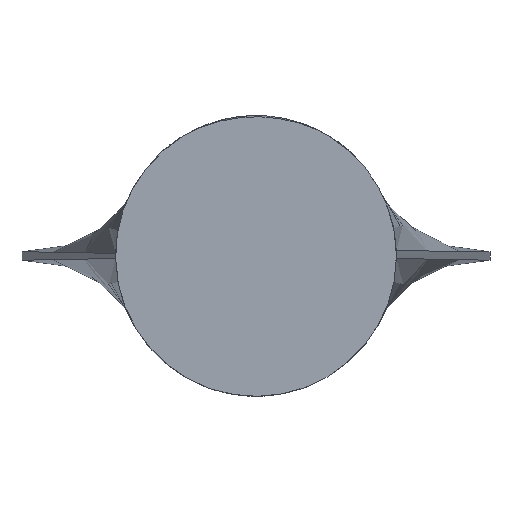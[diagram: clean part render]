
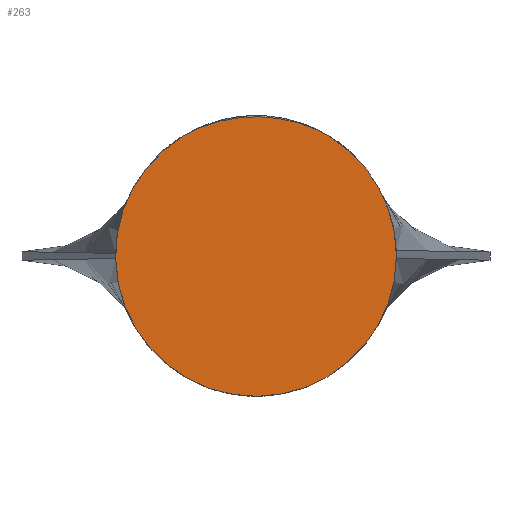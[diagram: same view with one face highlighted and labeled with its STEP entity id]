
A CAD part, front view. The second image highlights one B-rep face of the part: STEP entity #263.
In plain terms, the highlighted planar face has unit normal (0, -1, 0).
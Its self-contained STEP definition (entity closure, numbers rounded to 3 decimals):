
#28=B_SPLINE_CURVE_WITH_KNOTS('',3,(#768,#769,#770,#771,#772,#773,#774,
#775,#776,#777,#778,#779,#780,#781,#782,#783,#784,#785),.UNSPECIFIED.,.F.,
 .F.,(4,2,2,2,2,2,2,2,4),(0.,0.302,0.465,0.655,
1.095,1.305,1.464,1.682,1.797),
 .UNSPECIFIED.);
#50=CIRCLE('',#305,16.5);
#51=CIRCLE('',#306,16.5);
#72=FACE_OUTER_BOUND('',#86,.T.);
#86=EDGE_LOOP('',(#244,#245,#246));
#136=VERTEX_POINT('',#766);
#137=VERTEX_POINT('',#767);
#138=VERTEX_POINT('',#928);
#166=EDGE_CURVE('',#136,#137,#28,.T.);
#172=EDGE_CURVE('',#138,#136,#50,.T.);
#173=EDGE_CURVE('',#137,#138,#51,.T.);
#244=ORIENTED_EDGE('',*,*,#166,.F.);
#245=ORIENTED_EDGE('',*,*,#172,.F.);
#246=ORIENTED_EDGE('',*,*,#173,.F.);
#249=PLANE('',#308);
#263=ADVANCED_FACE('',(#72),#249,.F.);
#305=AXIS2_PLACEMENT_3D('',#930,#361,#362);
#306=AXIS2_PLACEMENT_3D('',#931,#363,#364);
#308=AXIS2_PLACEMENT_3D('',#1003,#367,#368);
#361=DIRECTION('center_axis',(0.,1.,0.));
#362=DIRECTION('ref_axis',(-1.,0.,0.));
#363=DIRECTION('center_axis',(0.,1.,0.));
#364=DIRECTION('ref_axis',(-1.,0.,0.));
#367=DIRECTION('center_axis',(0.,1.,0.));
#368=DIRECTION('ref_axis',(0.,0.,1.));
#766=CARTESIAN_POINT('',(-8.64,-0.001,14.052));
#767=CARTESIAN_POINT('',(8.641,-0.001,14.052));
#768=CARTESIAN_POINT('Ctrl Pts',(-8.642,0.,
14.056));
#769=CARTESIAN_POINT('Ctrl Pts',(-7.784,0.,
14.583));
#770=CARTESIAN_POINT('Ctrl Pts',(-6.811,0.,
15.019));
#771=CARTESIAN_POINT('Ctrl Pts',(-5.343,0.,
15.536));
#772=CARTESIAN_POINT('Ctrl Pts',(-4.817,0.,
15.694));
#773=CARTESIAN_POINT('Ctrl Pts',(-3.673,0.,
15.982));
#774=CARTESIAN_POINT('Ctrl Pts',(-3.048,0.,
16.104));
#775=CARTESIAN_POINT('Ctrl Pts',(-0.958,0.,
16.398));
#776=CARTESIAN_POINT('Ctrl Pts',(0.513,0.,
16.417));
#777=CARTESIAN_POINT('Ctrl Pts',(2.679,0.,
16.168));
#778=CARTESIAN_POINT('Ctrl Pts',(3.372,0.,
16.046));
#779=CARTESIAN_POINT('Ctrl Pts',(4.575,0.,
15.761));
#780=CARTESIAN_POINT('Ctrl Pts',(5.09,0.,
15.614));
#781=CARTESIAN_POINT('Ctrl Pts',(6.288,0.,
15.213));
#782=CARTESIAN_POINT('Ctrl Pts',(6.981,0.,
14.934));
#783=CARTESIAN_POINT('Ctrl Pts',(7.977,0.,
14.441));
#784=CARTESIAN_POINT('Ctrl Pts',(8.317,0.,14.256));
#785=CARTESIAN_POINT('Ctrl Pts',(8.642,0.,
14.056));
#928=CARTESIAN_POINT('',(16.5,0.,0.));
#930=CARTESIAN_POINT('Origin',(0.,0.,0.));
#931=CARTESIAN_POINT('Origin',(0.,0.,0.));
#1003=CARTESIAN_POINT('Origin',(0.,0.,0.));
